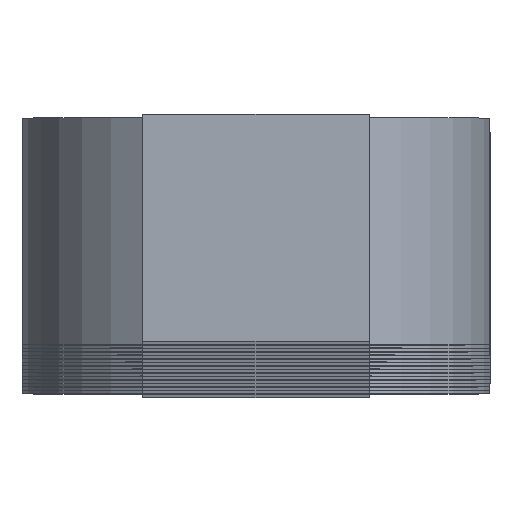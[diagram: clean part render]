
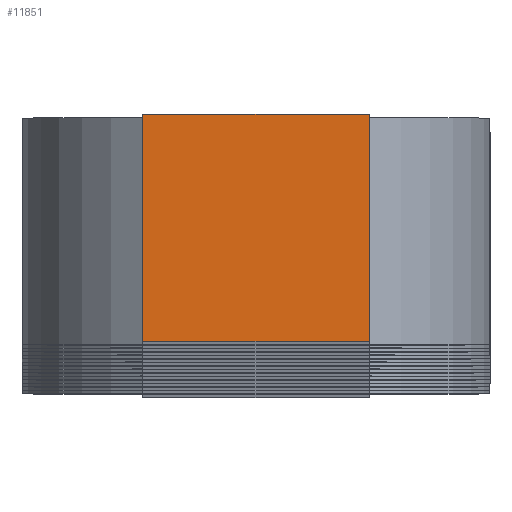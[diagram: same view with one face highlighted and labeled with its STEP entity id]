
A CAD part, top view. The second image highlights one B-rep face of the part: STEP entity #11851.
In plain terms, the highlighted planar face has unit normal (0, 0, 1).
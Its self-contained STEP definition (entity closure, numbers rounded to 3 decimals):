
#208 = FACE_OUTER_BOUND ( 'NONE', #2958, .T. ) ;
#403 = LINE ( 'NONE', #1315, #8561 ) ;
#1315 = CARTESIAN_POINT ( 'NONE',  ( -7., -7., 1000. ) ) ;
#1380 = VERTEX_POINT ( 'NONE', #2553 ) ;
#1638 = ORIENTED_EDGE ( 'NONE', *, *, #8401, .T. ) ;
#1886 = EDGE_CURVE ( 'NONE', #6977, #13290, #11963, .T. ) ;
#2204 = EDGE_CURVE ( 'NONE', #1380, #6977, #403, .T. ) ;
#2553 = CARTESIAN_POINT ( 'NONE',  ( -7., -7., 1000. ) ) ;
#2596 = DIRECTION ( 'NONE',  ( -1., 0., 0. ) ) ;
#2931 = VECTOR ( 'NONE', #7393, 1000. ) ;
#2945 = CARTESIAN_POINT ( 'NONE',  ( 7., 7., 1000. ) ) ;
#2958 = EDGE_LOOP ( 'NONE', ( #4008, #7860, #1638, #9318 ) ) ;
#3662 = CARTESIAN_POINT ( 'NONE',  ( 0., 0., 1000. ) ) ;
#3708 = PLANE ( 'NONE',  #6847 ) ;
#3806 = DIRECTION ( 'NONE',  ( 0., -1., 0. ) ) ;
#4008 = ORIENTED_EDGE ( 'NONE', *, *, #1886, .T. ) ;
#4615 = VECTOR ( 'NONE', #2596, 1000. ) ;
#4630 = DIRECTION ( 'NONE',  ( 1., 0., 0. ) ) ;
#4853 = DIRECTION ( 'NONE',  ( 0., 0., 1. ) ) ;
#5225 = EDGE_CURVE ( 'NONE', #13290, #10897, #12943, .T. ) ;
#5764 = CARTESIAN_POINT ( 'NONE',  ( -7., 7., 1000. ) ) ;
#6847 = AXIS2_PLACEMENT_3D ( 'NONE', #3662, #4853, #9303 ) ;
#6977 = VERTEX_POINT ( 'NONE', #11140 ) ;
#7393 = DIRECTION ( 'NONE',  ( 0., 1., 0. ) ) ;
#7860 = ORIENTED_EDGE ( 'NONE', *, *, #5225, .T. ) ;
#8401 = EDGE_CURVE ( 'NONE', #10897, #1380, #14241, .T. ) ;
#8561 = VECTOR ( 'NONE', #4630, 1000. ) ;
#9303 = DIRECTION ( 'NONE',  ( 1., 0., 0. ) ) ;
#9318 = ORIENTED_EDGE ( 'NONE', *, *, #2204, .T. ) ;
#10897 = VERTEX_POINT ( 'NONE', #5764 ) ;
#11140 = CARTESIAN_POINT ( 'NONE',  ( 7., -7., 1000. ) ) ;
#11851 = ADVANCED_FACE ( 'NONE', ( #208 ), #3708, .T. ) ;
#11932 = VECTOR ( 'NONE', #3806, 1000. ) ;
#11963 = LINE ( 'NONE', #2945, #2931 ) ;
#12943 = LINE ( 'NONE', #13876, #4615 ) ;
#13290 = VERTEX_POINT ( 'NONE', #13605 ) ;
#13502 = CARTESIAN_POINT ( 'NONE',  ( -7., 7., 1000. ) ) ;
#13605 = CARTESIAN_POINT ( 'NONE',  ( 7., 7., 1000. ) ) ;
#13876 = CARTESIAN_POINT ( 'NONE',  ( -7., 7., 1000. ) ) ;
#14241 = LINE ( 'NONE', #13502, #11932 ) ;
